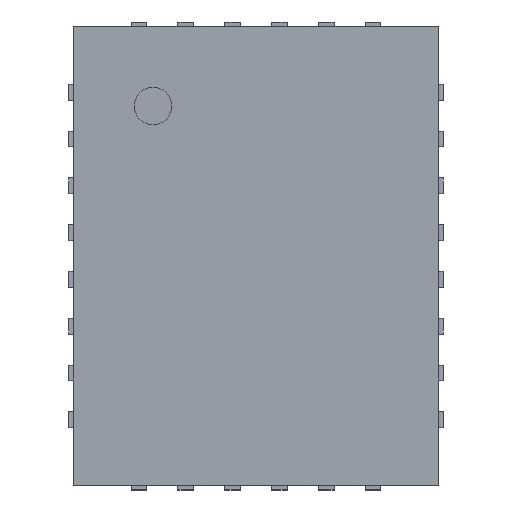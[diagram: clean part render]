
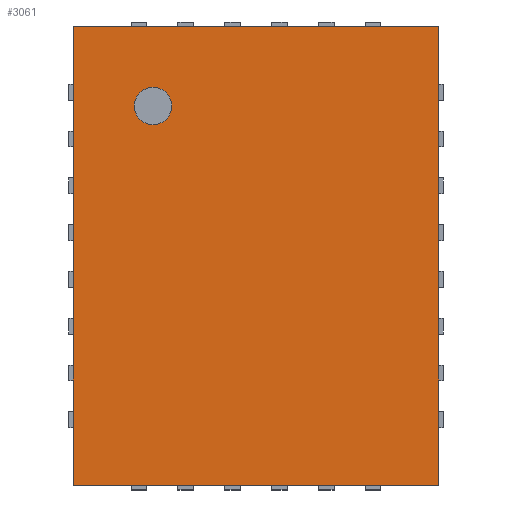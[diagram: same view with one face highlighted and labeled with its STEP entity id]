
A CAD part, top view. The second image highlights one B-rep face of the part: STEP entity #3061.
In plain terms, the highlighted planar face has unit normal (0, 0, 1).
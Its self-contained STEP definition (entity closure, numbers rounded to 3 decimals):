
#13=DIRECTION('',(0.,0.,1.));
#27=VECTOR('',#28,1.);
#28=DIRECTION('',(0.,-1.,0.));
#79=DIRECTION('',(1.,0.,0.));
#126=VECTOR('',#79,1.);
#825=ORIENTED_EDGE('',*,*,#826,.F.);
#826=EDGE_CURVE('',#827,#829,#831,.T.);
#827=VERTEX_POINT('',#828);
#828=CARTESIAN_POINT('',(-1.95,2.45,1.1));
#829=VERTEX_POINT('',#830);
#830=CARTESIAN_POINT('',(1.95,2.45,1.1));
#831=LINE('',#828,#126);
#853=DIRECTION('',(0.,0.,-1.));
#950=ORIENTED_EDGE('',*,*,#951,.T.);
#951=EDGE_CURVE('',#827,#952,#954,.T.);
#952=VERTEX_POINT('',#953);
#953=CARTESIAN_POINT('',(-1.95,-2.45,1.1));
#954=LINE('',#828,#27);
#1850=EDGE_CURVE('',#829,#1851,#1853,.T.);
#1851=VERTEX_POINT('',#1852);
#1852=CARTESIAN_POINT('',(1.95,-2.45,1.1));
#1853=LINE('',#830,#27);
#2238=EDGE_CURVE('',#952,#1851,#2239,.T.);
#2239=LINE('',#953,#126);
#3061=ADVANCED_FACE('',(#3062,#3066),#3075,.T.);
#3062=FACE_BOUND('',#3063,.T.);
#3063=EDGE_LOOP('',(#825,#950,#3064,#3065));
#3064=ORIENTED_EDGE('',*,*,#2238,.T.);
#3065=ORIENTED_EDGE('',*,*,#1850,.F.);
#3066=FACE_BOUND('',#3067,.T.);
#3067=EDGE_LOOP('',(#3068));
#3068=ORIENTED_EDGE('',*,*,#3069,.T.);
#3069=EDGE_CURVE('',#3070,#3070,#3072,.T.);
#3070=VERTEX_POINT('',#3071);
#3071=CARTESIAN_POINT('',(-1.1,1.4,1.1));
#3072=CIRCLE('',#3073,0.2);
#3073=AXIS2_PLACEMENT_3D('',#3074,#853,#28);
#3074=CARTESIAN_POINT('',(-1.1,1.6,1.1));
#3075=PLANE('',#3076);
#3076=AXIS2_PLACEMENT_3D('',#828,#13,#28);
